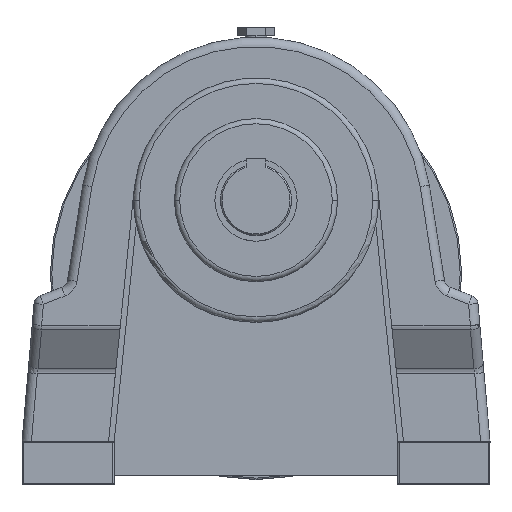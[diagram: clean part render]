
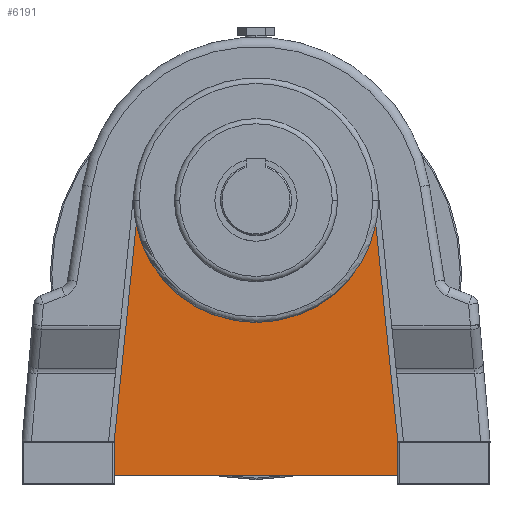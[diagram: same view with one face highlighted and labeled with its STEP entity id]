
A CAD part, top view. The second image highlights one B-rep face of the part: STEP entity #6191.
In plain terms, the highlighted planar face has unit normal (0, 0, 1).
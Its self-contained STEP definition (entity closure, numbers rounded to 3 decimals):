
#29 = VERTEX_POINT ( 'NONE', #4087 ) ;
#309 = LINE ( 'NONE', #978, #2931 ) ;
#346 = DIRECTION ( 'NONE',  ( 1., 0., 0. ) ) ;
#514 = EDGE_CURVE ( 'NONE', #3929, #5113, #309, .T. ) ;
#622 = DIRECTION ( 'NONE',  ( 0., 0., 1. ) ) ;
#831 = ORIENTED_EDGE ( 'NONE', *, *, #514, .T. ) ;
#833 = DIRECTION ( 'NONE',  ( 0., 0., -1. ) ) ;
#978 = CARTESIAN_POINT ( 'NONE',  ( 100., -170., -16.344 ) ) ;
#1198 = EDGE_CURVE ( 'NONE', #2695, #3643, #6463, .T. ) ;
#1360 = CARTESIAN_POINT ( 'NONE',  ( -100., -170., -16.344 ) ) ;
#1388 = EDGE_LOOP ( 'NONE', ( #1788, #5804, #5417, #831, #5309, #4262 ) ) ;
#1389 = CARTESIAN_POINT ( 'NONE',  ( 100., -170., -16.344 ) ) ;
#1667 = DIRECTION ( 'NONE',  ( 1., 0., 0. ) ) ;
#1788 = ORIENTED_EDGE ( 'NONE', *, *, #4114, .T. ) ;
#2121 = AXIS2_PLACEMENT_3D ( 'NONE', #6470, #622, #1667 ) ;
#2190 = EDGE_CURVE ( 'NONE', #5188, #29, #6578, .T. ) ;
#2338 = CARTESIAN_POINT ( 'NONE',  ( -84.47, -17.432, -16.344 ) ) ;
#2503 = DIRECTION ( 'NONE',  ( -0.101, -0.995, 0. ) ) ;
#2555 = EDGE_CURVE ( 'NONE', #29, #3929, #4164, .T. ) ;
#2695 = VERTEX_POINT ( 'NONE', #2338 ) ;
#2832 = CARTESIAN_POINT ( 'NONE',  ( -100., -194., -16.344 ) ) ;
#2837 = LINE ( 'NONE', #5752, #5384 ) ;
#2931 = VECTOR ( 'NONE', #3586, 1000. ) ;
#3200 = CIRCLE ( 'NONE', #4230, 86.25 ) ;
#3210 = EDGE_CURVE ( 'NONE', #5113, #2695, #3200, .T. ) ;
#3249 = CARTESIAN_POINT ( 'NONE',  ( 84.47, -17.432, -16.344 ) ) ;
#3574 = DIRECTION ( 'NONE',  ( 0., 1., 0. ) ) ;
#3586 = DIRECTION ( 'NONE',  ( -0.101, 0.995, 0. ) ) ;
#3643 = VERTEX_POINT ( 'NONE', #1360 ) ;
#3929 = VERTEX_POINT ( 'NONE', #1389 ) ;
#3976 = CARTESIAN_POINT ( 'NONE',  ( 0., 0., -16.344 ) ) ;
#4087 = CARTESIAN_POINT ( 'NONE',  ( 100., -194., -16.344 ) ) ;
#4114 = EDGE_CURVE ( 'NONE', #3643, #5188, #2837, .T. ) ;
#4164 = LINE ( 'NONE', #6848, #5682 ) ;
#4230 = AXIS2_PLACEMENT_3D ( 'NONE', #3976, #833, #5094 ) ;
#4262 = ORIENTED_EDGE ( 'NONE', *, *, #1198, .T. ) ;
#4302 = PLANE ( 'NONE',  #2121 ) ;
#4449 = VECTOR ( 'NONE', #2503, 1000. ) ;
#4849 = FACE_OUTER_BOUND ( 'NONE', #1388, .T. ) ;
#5094 = DIRECTION ( 'NONE',  ( 1., 0., 0. ) ) ;
#5113 = VERTEX_POINT ( 'NONE', #3249 ) ;
#5188 = VERTEX_POINT ( 'NONE', #5277 ) ;
#5277 = CARTESIAN_POINT ( 'NONE',  ( -100., -194., -16.344 ) ) ;
#5309 = ORIENTED_EDGE ( 'NONE', *, *, #3210, .T. ) ;
#5384 = VECTOR ( 'NONE', #6322, 1000. ) ;
#5417 = ORIENTED_EDGE ( 'NONE', *, *, #2555, .T. ) ;
#5682 = VECTOR ( 'NONE', #3574, 1000. ) ;
#5725 = CARTESIAN_POINT ( 'NONE',  ( -84.47, -17.432, -16.344 ) ) ;
#5752 = CARTESIAN_POINT ( 'NONE',  ( -100., -170., -16.344 ) ) ;
#5804 = ORIENTED_EDGE ( 'NONE', *, *, #2190, .T. ) ;
#6088 = VECTOR ( 'NONE', #346, 1000. ) ;
#6191 = ADVANCED_FACE ( 'NONE', ( #4849 ), #4302, .T. ) ;
#6322 = DIRECTION ( 'NONE',  ( 0., -1., 0. ) ) ;
#6463 = LINE ( 'NONE', #5725, #4449 ) ;
#6470 = CARTESIAN_POINT ( 'NONE',  ( 0., 0., -16.344 ) ) ;
#6578 = LINE ( 'NONE', #2832, #6088 ) ;
#6848 = CARTESIAN_POINT ( 'NONE',  ( 100., -194., -16.344 ) ) ;
